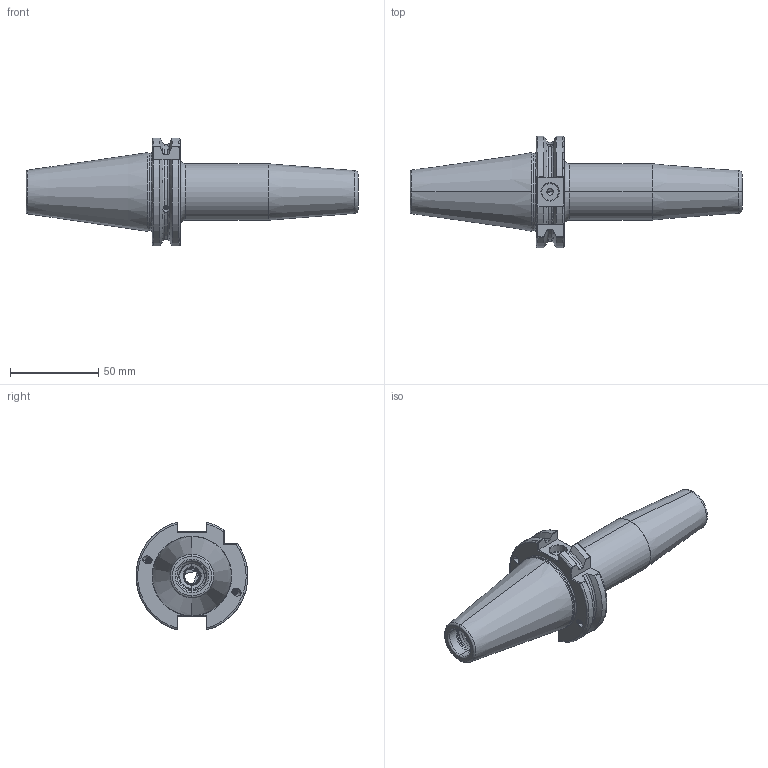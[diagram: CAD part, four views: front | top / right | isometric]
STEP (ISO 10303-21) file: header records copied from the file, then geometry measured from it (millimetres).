
FILE_DESCRIPTION (( 'STEP AP203' ), '1' );
FILE_NAME ('403.70.12.1.STEP', '2016-11-14T10:13:21', ( '' ), ( '' ), 'SwSTEP 2.0', 'SolidWorks 2012', '' );
FILE_SCHEMA (( 'CONFIG_CONTROL_DESIGN' ));
Length unit declared in the file: millimetre
Products named in the file (1): 403.70.12.1
Bounding box: 188.4 x 63.42 x 61.24 mm (x, y, z)
Volume: 157280.7 mm3; surface area: 35785.2 mm2
Topology: 1 solids, 1 shells, 296 faces, 814 edges, 509 vertices
Faces by surface type: cylinder 150, plane 44, cone 43, torus 38, bspline 21
Entity records: 19230 total; most frequent: CARTESIAN_POINT 12615, ORIENTED_EDGE 1600, DIRECTION 1134, EDGE_CURVE 800, VERTEX_POINT 509, AXIS2_PLACEMENT_3D 445, EDGE_LOOP 309, FACE_OUTER_BOUND 296
